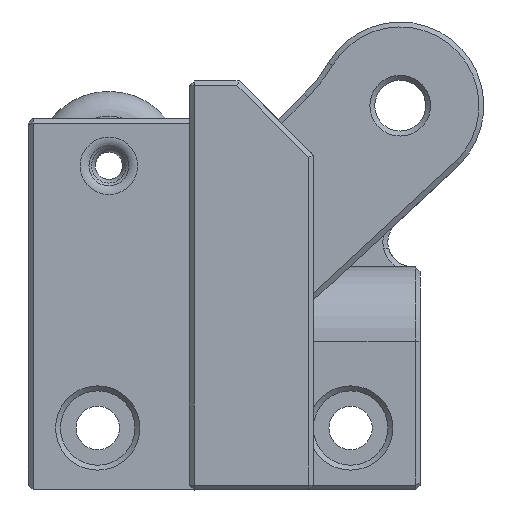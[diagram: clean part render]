
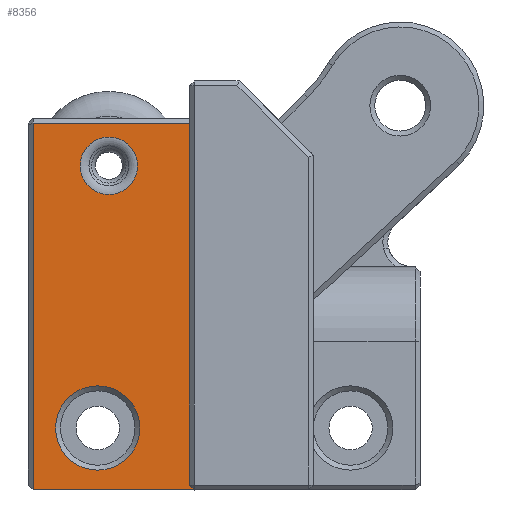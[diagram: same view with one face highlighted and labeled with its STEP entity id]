
A CAD part, left-side view. The second image highlights one B-rep face of the part: STEP entity #8356.
In plain terms, the highlighted planar face has unit normal (-1, 0, 0).
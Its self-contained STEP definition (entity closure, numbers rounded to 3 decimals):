
#79=FACE_BOUND('',#1524,.T.);
#80=FACE_BOUND('',#1525,.T.);
#658=PLANE('',#8890);
#1015=FACE_OUTER_BOUND('',#1523,.T.);
#1523=EDGE_LOOP('',(#6669,#6670,#6671,#6672,#6673));
#1524=EDGE_LOOP('',(#6674));
#1525=EDGE_LOOP('',(#6675));
#1911=CIRCLE('',#8886,2.314);
#1914=CIRCLE('',#8891,3.4);
#2217=LINE('',#12628,#3030);
#2355=LINE('',#13342,#3168);
#2356=LINE('',#13344,#3169);
#2357=LINE('',#13346,#3170);
#2358=LINE('',#13347,#3171);
#3030=VECTOR('',#9665,29.6);
#3168=VECTOR('',#10025,13.);
#3169=VECTOR('',#10026,0.566);
#3170=VECTOR('',#10027,29.2);
#3171=VECTOR('',#10028,12.6);
#3873=VERTEX_POINT('',#12611);
#3877=VERTEX_POINT('',#12626);
#3961=VERTEX_POINT('',#13331);
#3964=VERTEX_POINT('',#13341);
#3965=VERTEX_POINT('',#13343);
#3966=VERTEX_POINT('',#13345);
#3967=VERTEX_POINT('',#13348);
#4772=EDGE_CURVE('',#3877,#3873,#2217,.T.);
#4946=EDGE_CURVE('',#3961,#3961,#1911,.T.);
#4950=EDGE_CURVE('',#3964,#3877,#2355,.T.);
#4951=EDGE_CURVE('',#3965,#3964,#2356,.T.);
#4952=EDGE_CURVE('',#3965,#3966,#2357,.T.);
#4953=EDGE_CURVE('',#3966,#3873,#2358,.T.);
#4954=EDGE_CURVE('',#3967,#3967,#1914,.T.);
#6669=ORIENTED_EDGE('',*,*,#4772,.F.);
#6670=ORIENTED_EDGE('',*,*,#4950,.F.);
#6671=ORIENTED_EDGE('',*,*,#4951,.F.);
#6672=ORIENTED_EDGE('',*,*,#4952,.T.);
#6673=ORIENTED_EDGE('',*,*,#4953,.T.);
#6674=ORIENTED_EDGE('',*,*,#4954,.F.);
#6675=ORIENTED_EDGE('',*,*,#4946,.F.);
#8356=ADVANCED_FACE('',(#1015,#79,#80),#658,.F.);
#8886=AXIS2_PLACEMENT_3D('',#13333,#10014,#10015);
#8890=AXIS2_PLACEMENT_3D('',#13340,#10023,#10024);
#8891=AXIS2_PLACEMENT_3D('',#13349,#10029,#10030);
#9665=DIRECTION('',(0.,0.,1.));
#10014=DIRECTION('center_axis',(-1.,0.,0.));
#10015=DIRECTION('ref_axis',(0.,0.,1.));
#10023=DIRECTION('center_axis',(1.,0.,0.));
#10024=DIRECTION('ref_axis',(0.,0.,-1.));
#10025=DIRECTION('',(0.,1.,0.));
#10026=DIRECTION('',(0.,-0.707,-0.707));
#10027=DIRECTION('',(0.,0.,1.));
#10028=DIRECTION('',(0.,1.,0.));
#10029=DIRECTION('center_axis',(-1.,0.,0.));
#10030=DIRECTION('ref_axis',(0.,0.,1.));
#12611=CARTESIAN_POINT('',(251.775,-174.7,24.6));
#12626=CARTESIAN_POINT('',(251.775,-174.7,-5.));
#12628=CARTESIAN_POINT('',(251.775,-174.7,-5.));
#13331=CARTESIAN_POINT('',(251.775,-180.8,18.836));
#13333=CARTESIAN_POINT('Origin',(251.775,-180.8,21.15));
#13340=CARTESIAN_POINT('Origin',(251.775,-179.3,-5.));
#13341=CARTESIAN_POINT('',(251.775,-187.7,-5.));
#13342=CARTESIAN_POINT('',(251.775,-187.7,-5.));
#13343=CARTESIAN_POINT('',(251.775,-187.3,-4.6));
#13344=CARTESIAN_POINT('',(251.775,-187.3,-4.6));
#13345=CARTESIAN_POINT('',(251.775,-187.3,24.6));
#13346=CARTESIAN_POINT('',(251.775,-187.3,-4.6));
#13347=CARTESIAN_POINT('',(251.775,-187.3,24.6));
#13348=CARTESIAN_POINT('',(251.775,-183.3,0.));
#13349=CARTESIAN_POINT('Origin',(251.775,-179.9,0.));
